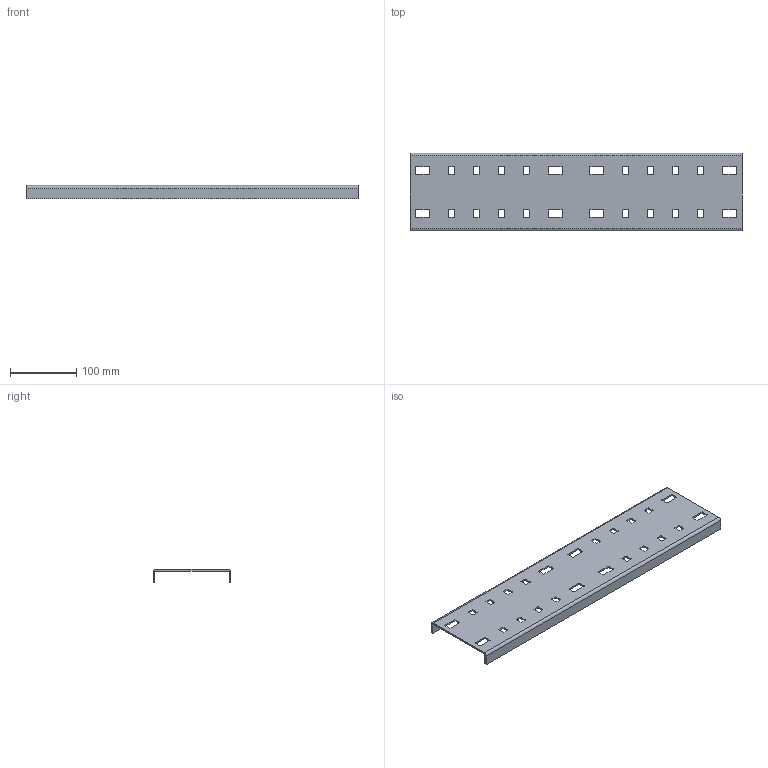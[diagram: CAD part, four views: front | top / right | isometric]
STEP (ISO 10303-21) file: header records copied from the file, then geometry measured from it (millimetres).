
FILE_DESCRIPTION((''),'2;1');
FILE_NAME('6091164','2013-01-30T',('AndreasKeweloh'),(''),'PRO/ENGINEER BY PARAMETRIC TECHNOLOGY CORPORATION, 2012360','PRO/ENGINEER BY PARAMETRIC TECHNOLOGY CORPORATION, 2012360','');
FILE_SCHEMA(('CONFIG_CONTROL_DESIGN'));
Length unit declared in the file: millimetre
Products named in the file (1): 6091164
Bounding box: 500 x 117 x 20 mm (x, y, z)
Volume: 178372.1 mm3; surface area: 148794.4 mm2
Topology: 1 solids, 1 shells, 214 faces, 620 edges, 408 vertices
Faces by surface type: plane 114, cylinder 100
Entity records: 7210 total; most frequent: DIRECTION 1248, CARTESIAN_POINT 1242, ORIENTED_EDGE 1240, EDGE_CURVE 620, VECTOR 420, LINE 420, AXIS2_PLACEMENT_3D 414, VERTEX_POINT 408
